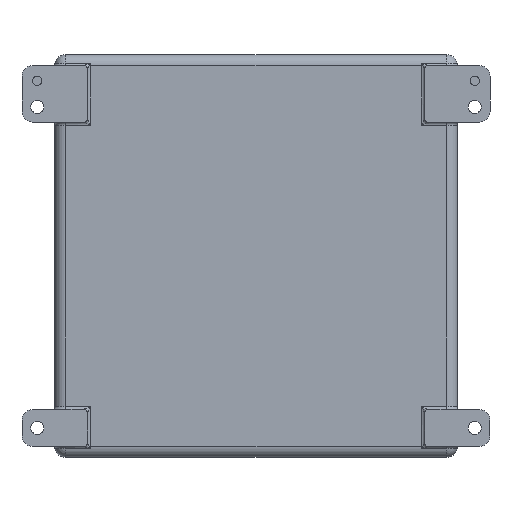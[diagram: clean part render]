
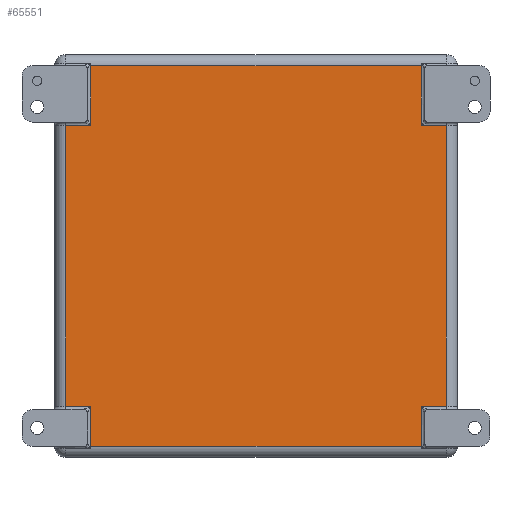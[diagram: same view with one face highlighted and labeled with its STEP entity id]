
A CAD part, front view. The second image highlights one B-rep face of the part: STEP entity #65551.
In plain terms, the highlighted planar face has unit normal (0, -1, 0).
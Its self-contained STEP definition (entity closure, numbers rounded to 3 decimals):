
#338 = VECTOR ( 'NONE', #14749, 1000. ) ;
#1838 = DIRECTION ( 'NONE',  ( 0., 0., -1. ) ) ;
#2240 = DIRECTION ( 'NONE',  ( 1., 0., 0. ) ) ;
#6672 = CARTESIAN_POINT ( 'NONE',  ( 175., 0., 185. ) ) ;
#6887 = VERTEX_POINT ( 'NONE', #76211 ) ;
#6917 = EDGE_CURVE ( 'NONE', #6887, #32575, #63354, .T. ) ;
#8507 = CARTESIAN_POINT ( 'NONE',  ( -185., 0., 152. ) ) ;
#9897 = DIRECTION ( 'NONE',  ( 0., 0., -1. ) ) ;
#10260 = VERTEX_POINT ( 'NONE', #72557 ) ;
#10363 = CARTESIAN_POINT ( 'NONE',  ( -138., 0., -152. ) ) ;
#10626 = VERTEX_POINT ( 'NONE', #40575 ) ;
#10631 = CARTESIAN_POINT ( 'NONE',  ( 120., 0., -155. ) ) ;
#12582 = CARTESIAN_POINT ( 'NONE',  ( 175., 0., 152. ) ) ;
#12637 = ORIENTED_EDGE ( 'NONE', *, *, #21827, .T. ) ;
#14572 = ORIENTED_EDGE ( 'NONE', *, *, #18522, .T. ) ;
#14694 = ORIENTED_EDGE ( 'NONE', *, *, #35400, .T. ) ;
#14749 = DIRECTION ( 'NONE',  ( -1., 0., 0. ) ) ;
#15497 = DIRECTION ( 'NONE',  ( 0., 0., -1. ) ) ;
#16908 = DIRECTION ( 'NONE',  ( 0., 0., 1. ) ) ;
#18376 = VERTEX_POINT ( 'NONE', #82001 ) ;
#18522 = EDGE_CURVE ( 'NONE', #10626, #59219, #53843, .T. ) ;
#20376 = VECTOR ( 'NONE', #54354, 1000. ) ;
#20521 = CARTESIAN_POINT ( 'NONE',  ( 120., 0., -152. ) ) ;
#20955 = ORIENTED_EDGE ( 'NONE', *, *, #24120, .T. ) ;
#21459 = LINE ( 'NONE', #53780, #20376 ) ;
#21827 = EDGE_CURVE ( 'NONE', #18376, #37363, #51903, .T. ) ;
#21911 = DIRECTION ( 'NONE',  ( 0., 0., 1. ) ) ;
#23026 = DIRECTION ( 'NONE',  ( 0., 0., 1. ) ) ;
#24120 = EDGE_CURVE ( 'NONE', #59219, #40303, #43491, .T. ) ;
#25855 = EDGE_CURVE ( 'NONE', #40303, #38187, #68950, .T. ) ;
#26944 = EDGE_CURVE ( 'NONE', #27506, #18376, #41101, .T. ) ;
#27506 = VERTEX_POINT ( 'NONE', #77941 ) ;
#27830 = EDGE_CURVE ( 'NONE', #37363, #6887, #58551, .T. ) ;
#27895 = FACE_OUTER_BOUND ( 'NONE', #69597, .T. ) ;
#28705 = EDGE_CURVE ( 'NONE', #10260, #10626, #21459, .T. ) ;
#30048 = CARTESIAN_POINT ( 'NONE',  ( -138., 0., 185. ) ) ;
#30137 = CARTESIAN_POINT ( 'NONE',  ( -185., 0., 185. ) ) ;
#31833 = VECTOR ( 'NONE', #15497, 1000. ) ;
#32575 = VERTEX_POINT ( 'NONE', #10363 ) ;
#32936 = VERTEX_POINT ( 'NONE', #69191 ) ;
#34008 = CARTESIAN_POINT ( 'NONE',  ( -185., 0., 175. ) ) ;
#34128 = LINE ( 'NONE', #42071, #55789 ) ;
#35039 = CARTESIAN_POINT ( 'NONE',  ( 120., 0., 152. ) ) ;
#35241 = ORIENTED_EDGE ( 'NONE', *, *, #28705, .T. ) ;
#35400 = EDGE_CURVE ( 'NONE', #32936, #27506, #84681, .T. ) ;
#35641 = CARTESIAN_POINT ( 'NONE',  ( -185., 0., -152. ) ) ;
#37363 = VERTEX_POINT ( 'NONE', #50531 ) ;
#38187 = VERTEX_POINT ( 'NONE', #12582 ) ;
#40303 = VERTEX_POINT ( 'NONE', #80168 ) ;
#40500 = VECTOR ( 'NONE', #23026, 1000. ) ;
#40556 = CARTESIAN_POINT ( 'NONE',  ( -175., 0., 185. ) ) ;
#40575 = CARTESIAN_POINT ( 'NONE',  ( 120., 0., -175. ) ) ;
#41101 = LINE ( 'NONE', #30048, #84241 ) ;
#42071 = CARTESIAN_POINT ( 'NONE',  ( 120., 0., 185. ) ) ;
#43491 = LINE ( 'NONE', #67217, #83497 ) ;
#44741 = VECTOR ( 'NONE', #66403, 1000. ) ;
#49190 = VECTOR ( 'NONE', #1838, 1000. ) ;
#50129 = ORIENTED_EDGE ( 'NONE', *, *, #65215, .T. ) ;
#50531 = CARTESIAN_POINT ( 'NONE',  ( -175., 0., 152. ) ) ;
#51442 = VECTOR ( 'NONE', #52684, 1000. ) ;
#51903 = LINE ( 'NONE', #79068, #44741 ) ;
#52311 = LINE ( 'NONE', #80593, #49190 ) ;
#52684 = DIRECTION ( 'NONE',  ( 0., 0., 1. ) ) ;
#53780 = CARTESIAN_POINT ( 'NONE',  ( -185., 0., -175. ) ) ;
#53843 = LINE ( 'NONE', #10631, #40500 ) ;
#54354 = DIRECTION ( 'NONE',  ( 1., 0., 0. ) ) ;
#55789 = VECTOR ( 'NONE', #21911, 1000. ) ;
#57160 = VECTOR ( 'NONE', #69561, 1000. ) ;
#58551 = LINE ( 'NONE', #40556, #31833 ) ;
#59219 = VERTEX_POINT ( 'NONE', #20521 ) ;
#60842 = ORIENTED_EDGE ( 'NONE', *, *, #6917, .T. ) ;
#63354 = LINE ( 'NONE', #35641, #57160 ) ;
#65215 = EDGE_CURVE ( 'NONE', #78393, #32936, #34128, .T. ) ;
#65551 = ADVANCED_FACE ( 'NONE', ( #27895 ), #70388, .F. ) ;
#66403 = DIRECTION ( 'NONE',  ( -1., 0., 0. ) ) ;
#67217 = CARTESIAN_POINT ( 'NONE',  ( -185., 0., -152. ) ) ;
#67271 = ORIENTED_EDGE ( 'NONE', *, *, #25855, .T. ) ;
#67735 = DIRECTION ( 'NONE',  ( -1., 0., 0. ) ) ;
#68293 = EDGE_CURVE ( 'NONE', #38187, #78393, #83121, .T. ) ;
#68664 = EDGE_CURVE ( 'NONE', #32575, #10260, #52311, .T. ) ;
#68950 = LINE ( 'NONE', #6672, #51442 ) ;
#69191 = CARTESIAN_POINT ( 'NONE',  ( 120., 0., 175. ) ) ;
#69561 = DIRECTION ( 'NONE',  ( 1., 0., 0. ) ) ;
#69597 = EDGE_LOOP ( 'NONE', ( #70680, #60842, #82489, #35241, #14572, #20955, #67271, #70882, #50129, #14694, #84564, #12637 ) ) ;
#70388 = PLANE ( 'NONE',  #82308 ) ;
#70680 = ORIENTED_EDGE ( 'NONE', *, *, #27830, .T. ) ;
#70838 = VECTOR ( 'NONE', #67735, 1000. ) ;
#70882 = ORIENTED_EDGE ( 'NONE', *, *, #68293, .T. ) ;
#72557 = CARTESIAN_POINT ( 'NONE',  ( -138., 0., -175. ) ) ;
#76211 = CARTESIAN_POINT ( 'NONE',  ( -175., 0., -152. ) ) ;
#77941 = CARTESIAN_POINT ( 'NONE',  ( -138., 0., 175. ) ) ;
#78393 = VERTEX_POINT ( 'NONE', #35039 ) ;
#79068 = CARTESIAN_POINT ( 'NONE',  ( -185., 0., 152. ) ) ;
#80168 = CARTESIAN_POINT ( 'NONE',  ( 175., 0., -152. ) ) ;
#80593 = CARTESIAN_POINT ( 'NONE',  ( -138., 0., -175. ) ) ;
#82001 = CARTESIAN_POINT ( 'NONE',  ( -138., 0., 152. ) ) ;
#82308 = AXIS2_PLACEMENT_3D ( 'NONE', #30137, #83513, #16908 ) ;
#82489 = ORIENTED_EDGE ( 'NONE', *, *, #68664, .T. ) ;
#83121 = LINE ( 'NONE', #8507, #70838 ) ;
#83497 = VECTOR ( 'NONE', #2240, 1000. ) ;
#83513 = DIRECTION ( 'NONE',  ( 0., 1., 0. ) ) ;
#84241 = VECTOR ( 'NONE', #9897, 1000. ) ;
#84564 = ORIENTED_EDGE ( 'NONE', *, *, #26944, .T. ) ;
#84681 = LINE ( 'NONE', #34008, #338 ) ;
